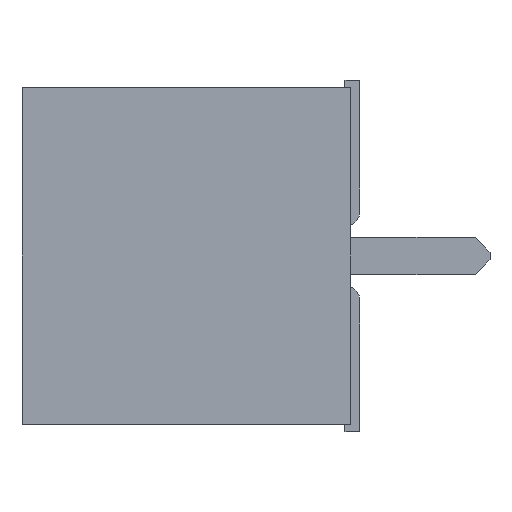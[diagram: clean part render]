
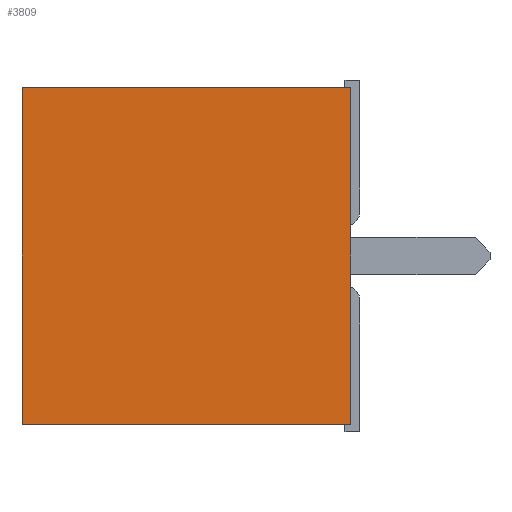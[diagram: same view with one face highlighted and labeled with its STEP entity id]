
A CAD part, left-side view. The second image highlights one B-rep face of the part: STEP entity #3809.
In plain terms, the highlighted planar face has unit normal (-1, 0, 0).
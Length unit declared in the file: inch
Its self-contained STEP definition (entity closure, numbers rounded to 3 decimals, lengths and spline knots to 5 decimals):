
#244=ORIENTED_EDGE('',*,*,#1305,.T.);
#245=ORIENTED_EDGE('',*,*,#1345,.F.);
#246=ORIENTED_EDGE('',*,*,#1334,.F.);
#247=ORIENTED_EDGE('',*,*,#1343,.T.);
#1305=EDGE_CURVE('',#1858,#1857,#2237,.T.);
#1334=EDGE_CURVE('',#1883,#1884,#2266,.T.);
#1343=EDGE_CURVE('',#1883,#1858,#2275,.T.);
#1345=EDGE_CURVE('',#1884,#1857,#2277,.T.);
#1857=VERTEX_POINT('',#5489);
#1858=VERTEX_POINT('',#5491);
#1883=VERTEX_POINT('',#5545);
#1884=VERTEX_POINT('',#5547);
#2237=LINE('',#5490,#2712);
#2266=LINE('',#5546,#2741);
#2275=LINE('',#5564,#2750);
#2277=LINE('',#5567,#2752);
#2712=VECTOR('',#4401,39.37008);
#2741=VECTOR('',#4432,39.37008);
#2750=VECTOR('',#4443,39.37008);
#2752=VECTOR('',#4447,39.37008);
#3167=EDGE_LOOP('',(#244,#245,#246,#247));
#3403=FACE_BOUND('',#3167,.T.);
#3638=PLANE('',#4070);
#3809=ADVANCED_FACE('',(#3403),#3638,.F.);
#4070=AXIS2_PLACEMENT_3D('',#5566,#4445,#4446);
#4401=DIRECTION('',(0.,0.,1.));
#4432=DIRECTION('',(0.,0.,1.));
#4443=DIRECTION('',(0.,-1.,0.));
#4445=DIRECTION('',(1.,0.,0.));
#4446=DIRECTION('',(0.,0.,-1.));
#4447=DIRECTION('',(0.,-1.,0.));
#5489=CARTESIAN_POINT('',(-0.2815,0.,0.1125));
#5490=CARTESIAN_POINT('',(-0.2815,0.,-0.1125));
#5491=CARTESIAN_POINT('',(-0.2815,0.,-0.1125));
#5545=CARTESIAN_POINT('',(-0.2815,0.22,-0.1125));
#5546=CARTESIAN_POINT('',(-0.2815,0.22,-0.1125));
#5547=CARTESIAN_POINT('',(-0.2815,0.22,0.1125));
#5564=CARTESIAN_POINT('',(-0.2815,0.22,-0.1125));
#5566=CARTESIAN_POINT('',(-0.2815,0.22,-0.1125));
#5567=CARTESIAN_POINT('',(-0.2815,0.22,0.1125));
